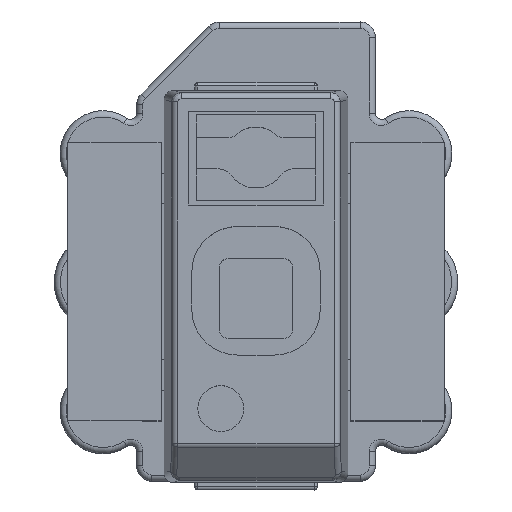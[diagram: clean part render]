
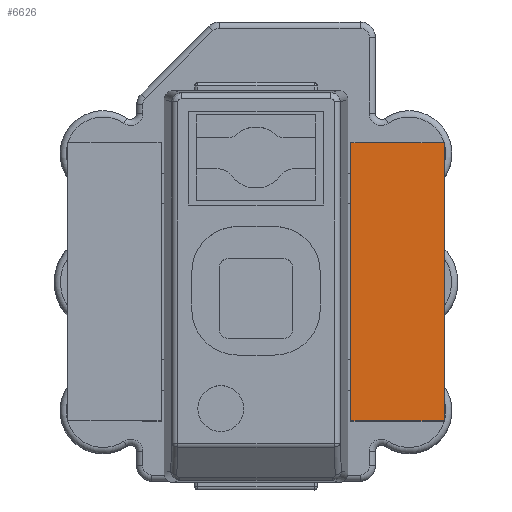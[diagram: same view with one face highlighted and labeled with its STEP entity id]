
A CAD part, top view. The second image highlights one B-rep face of the part: STEP entity #6626.
In plain terms, the highlighted planar face has unit normal (0, 0, 1).
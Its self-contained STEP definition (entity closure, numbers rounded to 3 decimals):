
#370=PLANE('',#7286);
#754=FACE_OUTER_BOUND('',#1194,.T.);
#1194=EDGE_LOOP('',(#5785,#5786,#5787,#5788,#5789,#5790,#5791,#5792));
#1711=LINE('',#12101,#2308);
#1715=LINE('',#12109,#2312);
#1719=LINE('',#12117,#2316);
#1721=LINE('',#12121,#2318);
#1729=LINE('',#12136,#2326);
#1738=LINE('',#12156,#2335);
#1739=LINE('',#12157,#2336);
#1740=LINE('',#12158,#2337);
#2308=VECTOR('',#8913,9.07);
#2312=VECTOR('',#8919,2.447);
#2316=VECTOR('',#8927,2.447);
#2318=VECTOR('',#8931,0.005);
#2326=VECTOR('',#8939,0.005);
#2335=VECTOR('',#8958,9.08);
#2336=VECTOR('',#8959,0.603);
#2337=VECTOR('',#8960,0.603);
#3225=VERTEX_POINT('',#12097);
#3227=VERTEX_POINT('',#12100);
#3230=VERTEX_POINT('',#12108);
#3232=VERTEX_POINT('',#12116);
#3233=VERTEX_POINT('',#12120);
#3240=VERTEX_POINT('',#12134);
#3245=VERTEX_POINT('',#12154);
#3246=VERTEX_POINT('',#12155);
#4093=EDGE_CURVE('',#3227,#3225,#1711,.F.);
#4097=EDGE_CURVE('',#3227,#3230,#1715,.F.);
#4101=EDGE_CURVE('',#3225,#3232,#1719,.T.);
#4103=EDGE_CURVE('',#3230,#3233,#1721,.T.);
#4111=EDGE_CURVE('',#3240,#3232,#1729,.T.);
#4120=EDGE_CURVE('',#3245,#3246,#1738,.T.);
#4121=EDGE_CURVE('',#3246,#3233,#1739,.T.);
#4122=EDGE_CURVE('',#3245,#3240,#1740,.T.);
#5785=ORIENTED_EDGE('',*,*,#4120,.T.);
#5786=ORIENTED_EDGE('',*,*,#4121,.T.);
#5787=ORIENTED_EDGE('',*,*,#4103,.F.);
#5788=ORIENTED_EDGE('',*,*,#4097,.F.);
#5789=ORIENTED_EDGE('',*,*,#4093,.T.);
#5790=ORIENTED_EDGE('',*,*,#4101,.T.);
#5791=ORIENTED_EDGE('',*,*,#4111,.F.);
#5792=ORIENTED_EDGE('',*,*,#4122,.F.);
#6626=ADVANCED_FACE('',(#754),#370,.T.);
#7286=AXIS2_PLACEMENT_3D('',#12153,#8956,#8957);
#8913=DIRECTION('',(0.,-1.,0.));
#8919=DIRECTION('',(1.,0.,0.));
#8927=DIRECTION('',(-1.,0.,0.));
#8931=DIRECTION('',(0.,-1.,0.));
#8939=DIRECTION('',(0.,-1.,0.));
#8956=DIRECTION('center_axis',(0.,0.,1.));
#8957=DIRECTION('ref_axis',(0.,-1.,0.));
#8958=DIRECTION('',(0.,-1.,0.));
#8959=DIRECTION('',(1.,0.,0.));
#8960=DIRECTION('',(1.,0.,0.));
#12097=CARTESIAN_POINT('',(6.15,4.535,11.04));
#12100=CARTESIAN_POINT('',(6.15,-4.535,11.04));
#12101=CARTESIAN_POINT('',(6.15,0.125,11.04));
#12108=CARTESIAN_POINT('',(3.703,-4.535,11.04));
#12109=CARTESIAN_POINT('',(4.926,-4.535,11.04));
#12116=CARTESIAN_POINT('',(3.703,4.535,11.04));
#12117=CARTESIAN_POINT('',(4.926,4.535,11.04));
#12120=CARTESIAN_POINT('',(3.703,-4.54,11.04));
#12121=CARTESIAN_POINT('',(3.703,4.54,11.04));
#12134=CARTESIAN_POINT('',(3.703,4.54,11.04));
#12136=CARTESIAN_POINT('',(3.703,4.54,11.04));
#12153=CARTESIAN_POINT('Origin',(3.1,4.54,11.04));
#12154=CARTESIAN_POINT('',(3.1,4.54,11.04));
#12155=CARTESIAN_POINT('',(3.1,-4.54,11.04));
#12156=CARTESIAN_POINT('',(3.1,4.54,11.04));
#12157=CARTESIAN_POINT('',(3.1,-4.54,11.04));
#12158=CARTESIAN_POINT('',(3.1,4.54,11.04));
